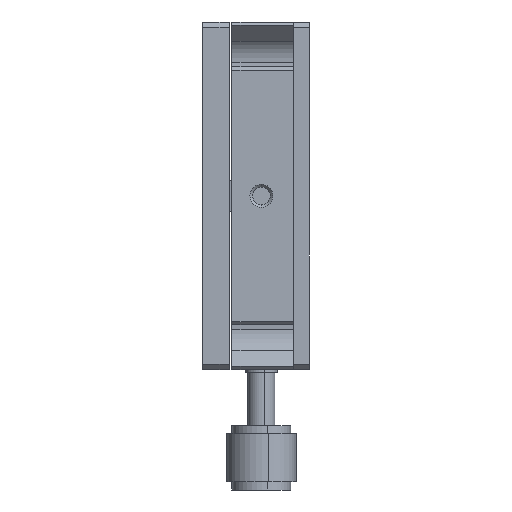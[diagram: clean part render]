
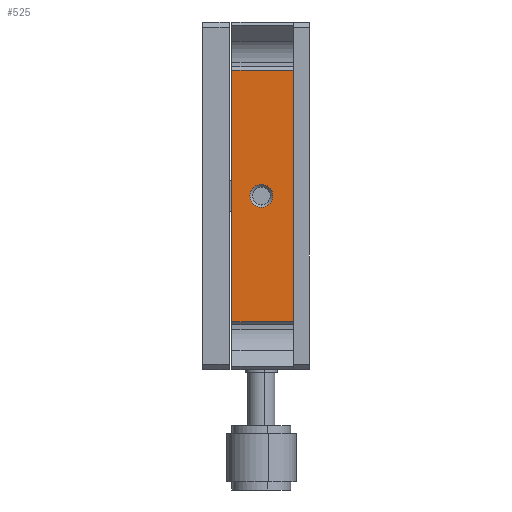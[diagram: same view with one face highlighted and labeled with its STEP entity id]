
A CAD part, left-side view. The second image highlights one B-rep face of the part: STEP entity #525.
In plain terms, the highlighted planar face has unit normal (-1, 0, 0).
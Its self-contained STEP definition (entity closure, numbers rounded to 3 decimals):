
#72 = LINE ( 'NONE', #563, #5095 ) ;
#76 = LINE ( 'NONE', #4021, #4950 ) ;
#260 = AXIS2_PLACEMENT_3D ( 'NONE', #1750, #5050, #2243 ) ;
#366 = FACE_BOUND ( 'NONE', #5225, .T. ) ;
#438 = CIRCLE ( 'NONE', #5586, 2.15 ) ;
#525 = ADVANCED_FACE ( 'NONE', ( #366, #1610 ), #2622, .F. ) ;
#563 = CARTESIAN_POINT ( 'NONE',  ( -32.5, 3., 23.5 ) ) ;
#998 = ORIENTED_EDGE ( 'NONE', *, *, #2950, .T. ) ;
#1207 = VECTOR ( 'NONE', #2293, 1000. ) ;
#1610 = FACE_OUTER_BOUND ( 'NONE', #4623, .T. ) ;
#1678 = DIRECTION ( 'NONE',  ( 0., 0., 1. ) ) ;
#1703 = DIRECTION ( 'NONE',  ( 1., 0., 0. ) ) ;
#1706 = CARTESIAN_POINT ( 'NONE',  ( -32.5, 14.5, -23.5 ) ) ;
#1750 = CARTESIAN_POINT ( 'NONE',  ( -32.5, 9., 0. ) ) ;
#2018 = EDGE_CURVE ( 'NONE', #3557, #3550, #3881, .T. ) ;
#2080 = VERTEX_POINT ( 'NONE', #5201 ) ;
#2135 = DIRECTION ( 'NONE',  ( 0., -1., 0. ) ) ;
#2161 = CIRCLE ( 'NONE', #260, 2.15 ) ;
#2232 = CARTESIAN_POINT ( 'NONE',  ( -32.5, 9., 0. ) ) ;
#2243 = DIRECTION ( 'NONE',  ( 0., 0., -1. ) ) ;
#2282 = ORIENTED_EDGE ( 'NONE', *, *, #4585, .F. ) ;
#2288 = CARTESIAN_POINT ( 'NONE',  ( -32.5, 14.5, 23.5 ) ) ;
#2293 = DIRECTION ( 'NONE',  ( 0., -1., 0. ) ) ;
#2363 = CARTESIAN_POINT ( 'NONE',  ( -32.5, 9., 2.15 ) ) ;
#2622 = PLANE ( 'NONE',  #2725 ) ;
#2649 = EDGE_CURVE ( 'NONE', #3557, #4996, #2674, .T. ) ;
#2674 = LINE ( 'NONE', #5955, #3785 ) ;
#2696 = DIRECTION ( 'NONE',  ( 0., 0., -1. ) ) ;
#2725 = AXIS2_PLACEMENT_3D ( 'NONE', #2288, #1703, #3098 ) ;
#2950 = EDGE_CURVE ( 'NONE', #3550, #2080, #72, .T. ) ;
#3068 = CARTESIAN_POINT ( 'NONE',  ( -32.5, 9., -2.15 ) ) ;
#3098 = DIRECTION ( 'NONE',  ( 0., 0., -1. ) ) ;
#3338 = ORIENTED_EDGE ( 'NONE', *, *, #3694, .T. ) ;
#3405 = DIRECTION ( 'NONE',  ( 0., 0., 1. ) ) ;
#3550 = VERTEX_POINT ( 'NONE', #5956 ) ;
#3557 = VERTEX_POINT ( 'NONE', #1706 ) ;
#3694 = EDGE_CURVE ( 'NONE', #3849, #4056, #438, .T. ) ;
#3785 = VECTOR ( 'NONE', #1678, 1000. ) ;
#3849 = VERTEX_POINT ( 'NONE', #2363 ) ;
#3881 = LINE ( 'NONE', #4354, #1207 ) ;
#3996 = ORIENTED_EDGE ( 'NONE', *, *, #2649, .F. ) ;
#4021 = CARTESIAN_POINT ( 'NONE',  ( -32.5, 14.5, 23.5 ) ) ;
#4056 = VERTEX_POINT ( 'NONE', #3068 ) ;
#4354 = CARTESIAN_POINT ( 'NONE',  ( -32.5, 14.5, -23.5 ) ) ;
#4585 = EDGE_CURVE ( 'NONE', #4996, #2080, #76, .T. ) ;
#4623 = EDGE_LOOP ( 'NONE', ( #998, #2282, #3996, #5146 ) ) ;
#4710 = EDGE_CURVE ( 'NONE', #4056, #3849, #2161, .T. ) ;
#4950 = VECTOR ( 'NONE', #2135, 1000. ) ;
#4996 = VERTEX_POINT ( 'NONE', #5763 ) ;
#5050 = DIRECTION ( 'NONE',  ( 1., 0., 0. ) ) ;
#5095 = VECTOR ( 'NONE', #3405, 1000. ) ;
#5146 = ORIENTED_EDGE ( 'NONE', *, *, #2018, .T. ) ;
#5201 = CARTESIAN_POINT ( 'NONE',  ( -32.5, 3., 23.5 ) ) ;
#5225 = EDGE_LOOP ( 'NONE', ( #3338, #5985 ) ) ;
#5519 = DIRECTION ( 'NONE',  ( 1., 0., 0. ) ) ;
#5586 = AXIS2_PLACEMENT_3D ( 'NONE', #2232, #5519, #2696 ) ;
#5763 = CARTESIAN_POINT ( 'NONE',  ( -32.5, 14.5, 23.5 ) ) ;
#5955 = CARTESIAN_POINT ( 'NONE',  ( -32.5, 14.5, 23.5 ) ) ;
#5956 = CARTESIAN_POINT ( 'NONE',  ( -32.5, 3., -23.5 ) ) ;
#5985 = ORIENTED_EDGE ( 'NONE', *, *, #4710, .T. ) ;
